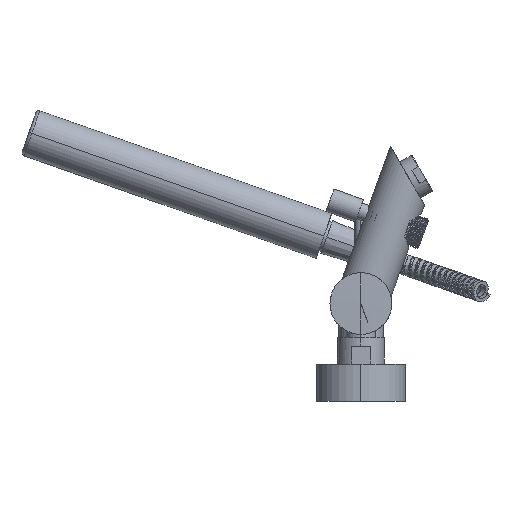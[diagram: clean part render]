
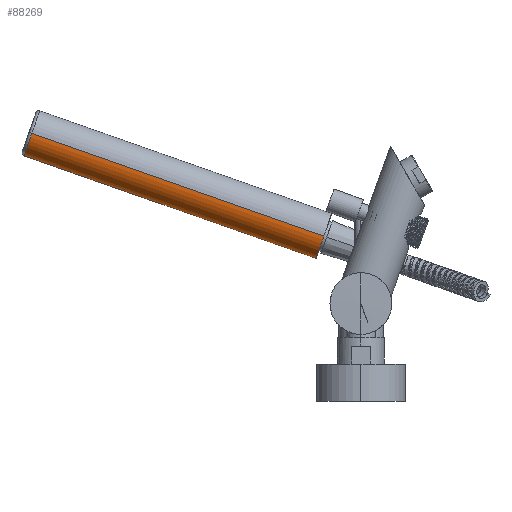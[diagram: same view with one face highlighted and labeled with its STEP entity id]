
A CAD part, left-side view. The second image highlights one B-rep face of the part: STEP entity #88269.
In plain terms, the highlighted cylindrical face has radius 16 mm (diameter 32 mm), a partial arc.
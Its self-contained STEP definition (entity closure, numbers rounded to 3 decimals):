
#78257=CARTESIAN_POINT('',(320.,24.827,45.375));
#78258=DIRECTION('',(0.,0.943,0.332));
#78259=DIRECTION('',(1.,0.,0.));
#78260=AXIS2_PLACEMENT_3D('',#78257,#78258,#78259);
#78277=CARTESIAN_POINT('',(320.,221.035,114.416));
#78278=DIRECTION('',(0.,0.943,0.332));
#78279=DIRECTION('',(1.,0.,0.));
#78280=AXIS2_PLACEMENT_3D('',#78277,#78278,#78279);
#78282=DIRECTION('',(0.,0.943,0.332));
#78283=VECTOR('',#78282,208.);
#78284=CARTESIAN_POINT('',(336.,24.827,45.375));
#78285=LINE('',#78284,#78283);
#78311=DIRECTION('',(0.,0.943,0.332));
#78312=VECTOR('',#78311,208.);
#78313=CARTESIAN_POINT('',(304.,24.827,45.375));
#78314=LINE('',#78313,#78312);
#78443=CARTESIAN_POINT('',(336.,24.827,45.375));
#78444=CARTESIAN_POINT('',(304.,24.827,45.375));
#78445=VERTEX_POINT('',#78443);
#78446=VERTEX_POINT('',#78444);
#78451=CARTESIAN_POINT('',(304.,221.035,114.416));
#78452=CARTESIAN_POINT('',(336.,221.035,114.416));
#78453=VERTEX_POINT('',#78451);
#78454=VERTEX_POINT('',#78452);
#88255=CARTESIAN_POINT('',(320.,24.827,45.375));
#88256=DIRECTION('',(0.,0.943,0.332));
#88257=DIRECTION('',(1.,0.,0.));
#88258=AXIS2_PLACEMENT_3D('',#88255,#88256,#88257);
#88259=CYLINDRICAL_SURFACE('',#88258,16.);
#88261=ORIENTED_EDGE('',*,*,#88260,.T.);
#88263=ORIENTED_EDGE('',*,*,#88262,.F.);
#88264=ORIENTED_EDGE('',*,*,#88237,.F.);
#88266=ORIENTED_EDGE('',*,*,#88265,.T.);
#88267=EDGE_LOOP('',(#88261,#88263,#88264,#88266));
#88268=FACE_OUTER_BOUND('',#88267,.F.);
#88269=ADVANCED_FACE('',(#88268),#88259,.T.);
#78261=CIRCLE('',#78260,16.);
#78281=CIRCLE('',#78280,16.);
#88237=EDGE_CURVE('',#78445,#78446,#78261,.T.);
#88260=EDGE_CURVE('',#78454,#78453,#78281,.T.);
#88262=EDGE_CURVE('',#78446,#78453,#78314,.T.);
#88265=EDGE_CURVE('',#78445,#78454,#78285,.T.);
